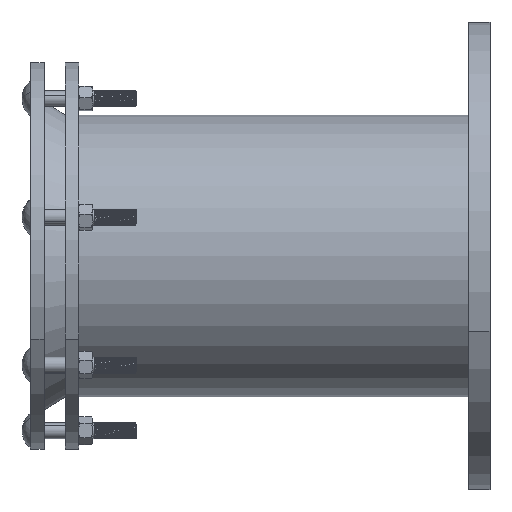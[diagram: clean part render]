
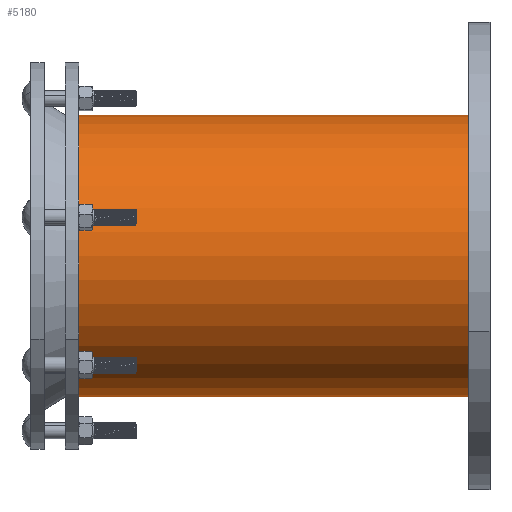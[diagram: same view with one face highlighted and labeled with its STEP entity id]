
A CAD part, left-side view. The second image highlights one B-rep face of the part: STEP entity #5180.
In plain terms, the highlighted cylindrical face has radius 84.201 mm (diameter 168.402 mm), a partial arc.
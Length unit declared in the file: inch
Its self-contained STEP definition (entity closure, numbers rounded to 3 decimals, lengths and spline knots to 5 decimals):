
#386 = CARTESIAN_POINT ( 'NONE',  ( 0., 0., 0. ) ) ;
#534 = CARTESIAN_POINT ( 'NONE',  ( 0., 9.75, 3.315 ) ) ;
#934 = ORIENTED_EDGE ( 'NONE', *, *, #10600, .T. ) ;
#2132 = EDGE_LOOP ( 'NONE', ( #7868, #934, #3875, #6057 ) ) ;
#2218 = VECTOR ( 'NONE', #4800, 39.37008 ) ;
#2649 = DIRECTION ( 'NONE',  ( 0., -1., 0. ) ) ;
#3363 = VECTOR ( 'NONE', #4508, 39.37008 ) ;
#3575 = EDGE_CURVE ( 'NONE', #11232, #7150, #3643, .T. ) ;
#3643 = CIRCLE ( 'NONE', #4668, 3.315 ) ;
#3875 = ORIENTED_EDGE ( 'NONE', *, *, #7146, .T. ) ;
#4125 = DIRECTION ( 'NONE',  ( 0., -1., 0. ) ) ;
#4508 = DIRECTION ( 'NONE',  ( 0., -1., 0. ) ) ;
#4668 = AXIS2_PLACEMENT_3D ( 'NONE', #386, #2649, #5284 ) ;
#4800 = DIRECTION ( 'NONE',  ( 0., -1., 0. ) ) ;
#5180 = ADVANCED_FACE ( 'NONE', ( #7717 ), #6576, .T. ) ;
#5244 = DIRECTION ( 'NONE',  ( 0., 0., -1. ) ) ;
#5284 = DIRECTION ( 'NONE',  ( 0., 0., -1. ) ) ;
#5379 = CARTESIAN_POINT ( 'NONE',  ( 0., 0., 3.315 ) ) ;
#6057 = ORIENTED_EDGE ( 'NONE', *, *, #3575, .F. ) ;
#6146 = CARTESIAN_POINT ( 'NONE',  ( 0., 9.75, -3.315 ) ) ;
#6535 = DIRECTION ( 'NONE',  ( 0., 0., -1. ) ) ;
#6576 = CYLINDRICAL_SURFACE ( 'NONE', #12868, 3.315 ) ;
#7146 = EDGE_CURVE ( 'NONE', #8682, #7150, #15408, .T. ) ;
#7150 = VERTEX_POINT ( 'NONE', #10578 ) ;
#7412 = VERTEX_POINT ( 'NONE', #534 ) ;
#7682 = EDGE_CURVE ( 'NONE', #7412, #11232, #15710, .T. ) ;
#7717 = FACE_OUTER_BOUND ( 'NONE', #2132, .T. ) ;
#7761 = DIRECTION ( 'NONE',  ( 0., -1., 0. ) ) ;
#7868 = ORIENTED_EDGE ( 'NONE', *, *, #7682, .F. ) ;
#7873 = CARTESIAN_POINT ( 'NONE',  ( 0., 0., 0. ) ) ;
#8682 = VERTEX_POINT ( 'NONE', #6146 ) ;
#9034 = CARTESIAN_POINT ( 'NONE',  ( 0., 9.75, 0. ) ) ;
#10578 = CARTESIAN_POINT ( 'NONE',  ( 0., 0., -3.315 ) ) ;
#10600 = EDGE_CURVE ( 'NONE', #7412, #8682, #10678, .T. ) ;
#10678 = CIRCLE ( 'NONE', #14468, 3.315 ) ;
#11232 = VERTEX_POINT ( 'NONE', #5379 ) ;
#12011 = CARTESIAN_POINT ( 'NONE',  ( 0., 0., -3.315 ) ) ;
#12073 = CARTESIAN_POINT ( 'NONE',  ( 0., 0., 3.315 ) ) ;
#12868 = AXIS2_PLACEMENT_3D ( 'NONE', #7873, #4125, #5244 ) ;
#14468 = AXIS2_PLACEMENT_3D ( 'NONE', #9034, #7761, #6535 ) ;
#15408 = LINE ( 'NONE', #12011, #3363 ) ;
#15710 = LINE ( 'NONE', #12073, #2218 ) ;
